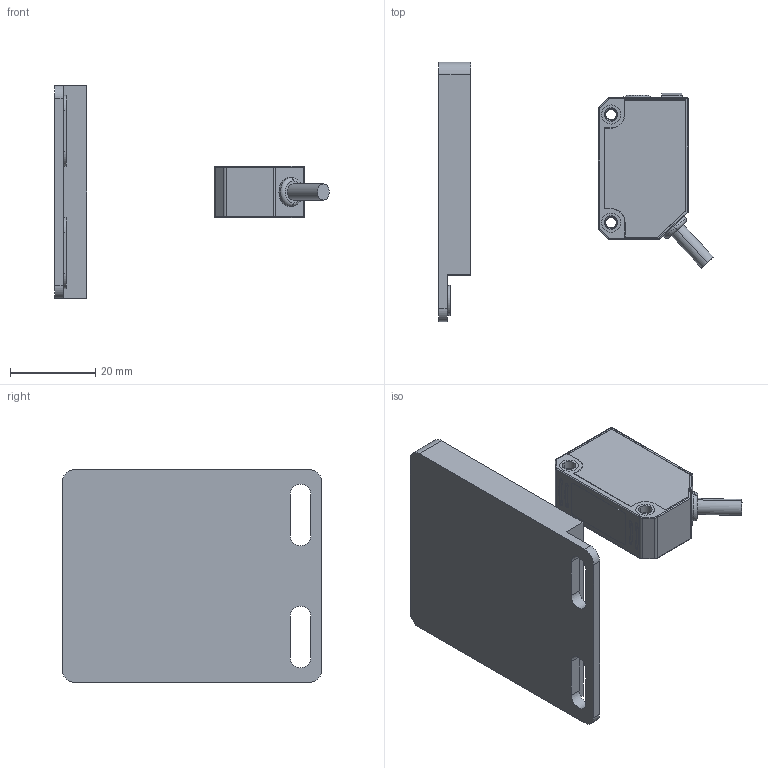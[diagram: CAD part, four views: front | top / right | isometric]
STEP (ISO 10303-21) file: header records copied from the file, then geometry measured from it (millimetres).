
FILE_DESCRIPTION((''),'2;1');
FILE_NAME('WR-R61_ASM','2021-09-29T15:04:00',('Administrator'),(''),'CREO PARAMETRIC BY PTC INC, 2018400','CREO PARAMETRIC BY PTC INC, 2018400','');
FILE_SCHEMA(('CONFIG_CONTROL_DESIGN'));
Length unit declared in the file: millimetre
Products named in the file (3): ASM0001_ASM; TD-08_; WR-R61_ASM
Assembly tree (2 placements, depth 2):
  WR-R61_ASM
    ASM0001_ASM
    TD-08_
Bounding box: 64.55 x 61 x 50 mm (x, y, z)
Volume: 19613.1 mm3; surface area: 13725.6 mm2
Topology: 1 solids, 7 shells, 316 faces, 810 edges, 523 vertices
Faces by surface type: cylinder 142, plane 132, torus 16, bspline 16, cone 10
Entity records: 14863 total; most frequent: CARTESIAN_POINT 7219, ORIENTED_EDGE 1620, DIRECTION 1490, EDGE_CURVE 810, VERTEX_POINT 523, AXIS2_PLACEMENT_3D 512, VECTOR 466, LINE 466
